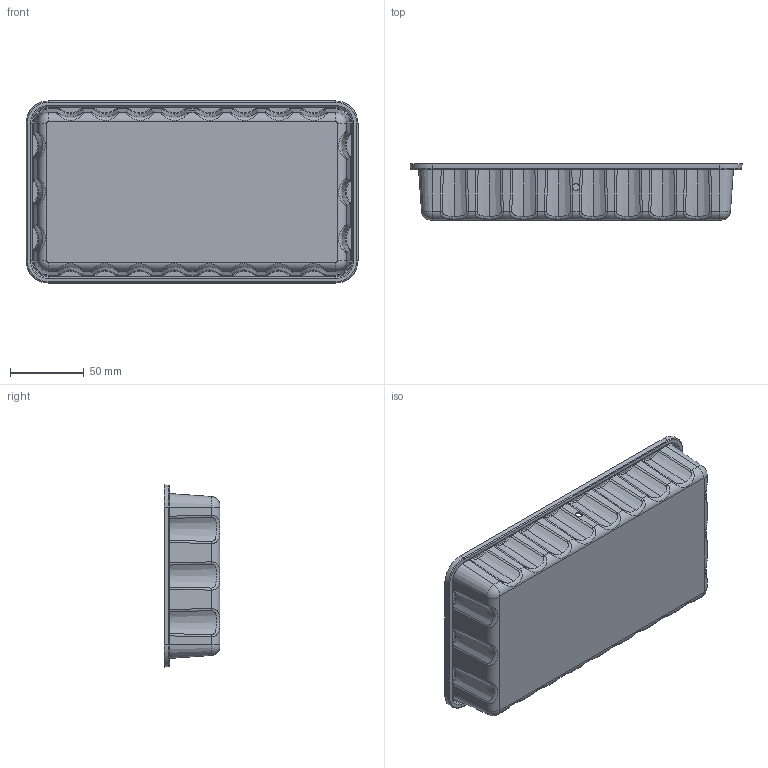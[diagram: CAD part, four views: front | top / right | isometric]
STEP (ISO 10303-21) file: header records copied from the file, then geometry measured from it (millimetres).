
FILE_DESCRIPTION (( 'STEP AP203' ), '1' );
FILE_NAME ('1060_OEM_BTM.STEP', '2008-10-27T23:59:50', ( ' ' ), ( ' ' ), 'SwSTEP 2.0', 'SolidWorks 2007', '' );
FILE_SCHEMA (( 'CONFIG_CONTROL_DESIGN' ));
Length unit declared in the file: inch
Products named in the file (1): 1060_OEM_BTM
Bounding box: 224.92 x 37.85 x 123.32 mm (x, y, z)
Volume: 78647.8 mm3; surface area: 100372.2 mm2
Topology: 1 solids, 1 shells, 545 faces, 1283 edges, 742 vertices
Faces by surface type: bspline 225, torus 88, cone 88, cylinder 78, plane 66
Entity records: 27636 total; most frequent: CARTESIAN_POINT 16634, ORIENTED_EDGE 2566, DIRECTION 1974, EDGE_CURVE 1283, AXIS2_PLACEMENT_3D 858, VERTEX_POINT 742, EDGE_LOOP 549, FACE_OUTER_BOUND 545
